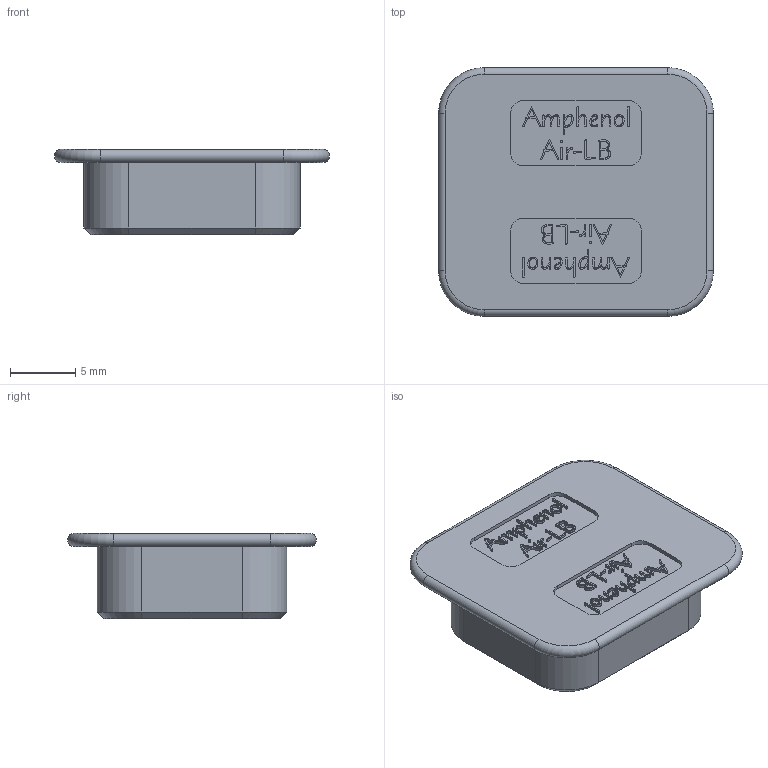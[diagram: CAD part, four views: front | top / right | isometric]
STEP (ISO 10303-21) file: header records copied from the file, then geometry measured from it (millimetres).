
FILE_DESCRIPTION((''),'2;1');
FILE_NAME('3564_0001_504','2020-01-31T',('presta_be4'),(''),'CREO PARAMETRIC BY PTC INC, 2018360','CREO PARAMETRIC BY PTC INC, 2018360','');
FILE_SCHEMA(('CONFIG_CONTROL_DESIGN'));
Length unit declared in the file: millimetre
Products named in the file (1): 3564_0001_504
Bounding box: 21 x 19 x 6.5 mm (x, y, z)
Volume: 679.4 mm3; surface area: 1422.3 mm2
Topology: 1 solids, 1 shells, 588 faces, 1606 edges, 1068 vertices
Faces by surface type: extrusion 330, plane 230, cylinder 20, cone 4, torus 4
Entity records: 19512 total; most frequent: CARTESIAN_POINT 5818, ORIENTED_EDGE 3212, DIRECTION 1844, EDGE_CURVE 1606, VECTOR 1224, VERTEX_POINT 1068, B_SPLINE_CURVE_WITH_KNOTS 990, LINE 894
